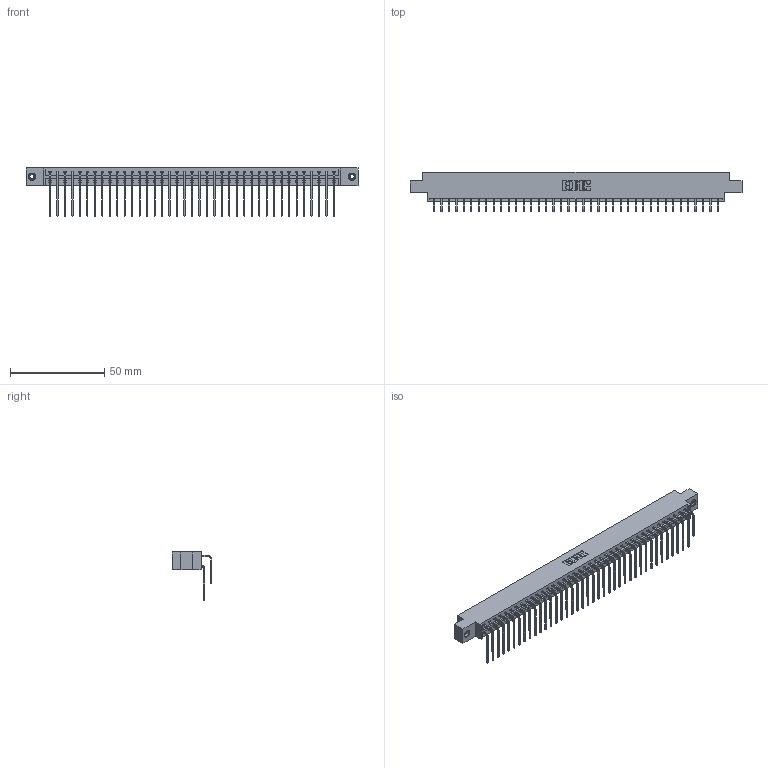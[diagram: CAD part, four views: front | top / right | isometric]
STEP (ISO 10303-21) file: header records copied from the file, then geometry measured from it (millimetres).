
FILE_DESCRIPTION (( 'STEP AP203' ), '1' );
FILE_NAME ('333-078-559-808.STEP', '2018-08-05T00:56:38', ( '' ), ( '' ), 'SwSTEP 2.0', 'SolidWorks 2016', '' );
FILE_SCHEMA (( 'CONFIG_CONTROL_DESIGN' ));
Length unit declared in the file: inch
Products named in the file (5): 333 Part_Offset - .156 Dia - TI; 345-292-001_558 559 Tail - 1; 345-292-001_559 Tail - 2; 345-250-001_345-250-003-102; 333-078-559-808
Assembly tree (81 placements, depth 2):
  333-078-559-808
    333 Part_Offset - .156 Dia - TI
    345-292-001_558 559 Tail - 1  x39
    345-292-001_559 Tail - 2  x39
    345-250-001_345-250-003-102  x2
Bounding box: 176.07 x 20.9 x 25.53 mm (x, y, z)
Volume: 18163.6 mm3; surface area: 23925.5 mm2
Topology: 81 solids, 81 shells, 4390 faces, 13017 edges, 8566 vertices
Faces by surface type: plane 3070, cylinder 1304, cone 12, torus 4
Entity records: 28580 total; most frequent: CARTESIAN_POINT 4776, ORIENTED_EDGE 4654, DIRECTION 4097, EDGE_CURVE 2327, VECTOR 2139, LINE 2139, VERTEX_POINT 1544, AXIS2_PLACEMENT_3D 979
